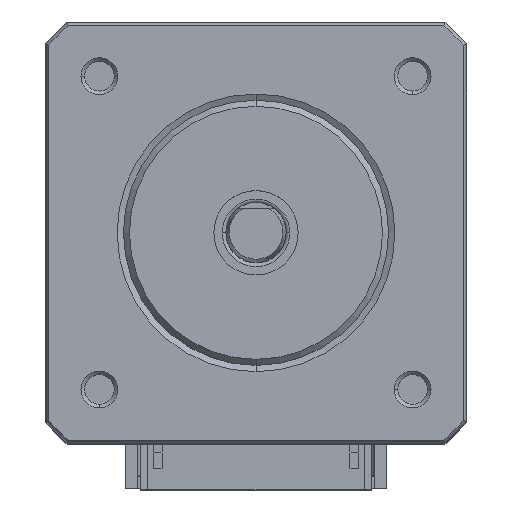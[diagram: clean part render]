
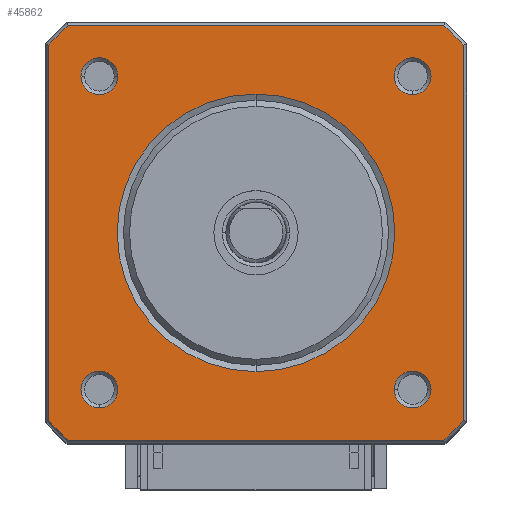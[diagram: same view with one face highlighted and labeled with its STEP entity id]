
A CAD part, top view. The second image highlights one B-rep face of the part: STEP entity #45862.
In plain terms, the highlighted face is planar.
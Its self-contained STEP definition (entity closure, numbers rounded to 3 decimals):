
#43343=DIRECTION('',(1.,0.,0.));
#43344=VECTOR('',#43343,31.149);
#43345=CARTESIAN_POINT('',(-15.575,17.214,0.3));
#43346=LINE('',#43345,#43344);
#43354=CARTESIAN_POINT('',(0.,0.,0.3));
#43355=DIRECTION('',(0.,0.,-1.));
#43356=DIRECTION('',(0.,1.,0.));
#43357=AXIS2_PLACEMENT_3D('',#43354,#43355,#43356);
#43359=CARTESIAN_POINT('',(0.,0.,0.3));
#43360=DIRECTION('',(0.,0.,1.));
#43361=DIRECTION('',(0.,1.,0.));
#43362=AXIS2_PLACEMENT_3D('',#43359,#43360,#43361);
#44812=CARTESIAN_POINT('',(-13.,-13.,0.3));
#44813=DIRECTION('',(0.,0.,-1.));
#44814=DIRECTION('',(-1.,0.,0.));
#44815=AXIS2_PLACEMENT_3D('',#44812,#44813,#44814);
#44821=CARTESIAN_POINT('',(-13.,-13.,0.3));
#44822=DIRECTION('',(0.,0.,-1.));
#44823=DIRECTION('',(1.,0.,0.));
#44824=AXIS2_PLACEMENT_3D('',#44821,#44822,#44823);
#44876=CARTESIAN_POINT('',(13.,-13.,0.3));
#44877=DIRECTION('',(0.,0.,-1.));
#44878=DIRECTION('',(0.,-1.,0.));
#44879=AXIS2_PLACEMENT_3D('',#44876,#44877,#44878);
#44885=CARTESIAN_POINT('',(13.,-13.,0.3));
#44886=DIRECTION('',(0.,0.,-1.));
#44887=DIRECTION('',(0.,1.,0.));
#44888=AXIS2_PLACEMENT_3D('',#44885,#44886,#44887);
#44940=CARTESIAN_POINT('',(13.,13.,0.3));
#44941=DIRECTION('',(0.,0.,-1.));
#44942=DIRECTION('',(1.,0.,0.));
#44943=AXIS2_PLACEMENT_3D('',#44940,#44941,#44942);
#44949=CARTESIAN_POINT('',(13.,13.,0.3));
#44950=DIRECTION('',(0.,0.,-1.));
#44951=DIRECTION('',(-1.,0.,0.));
#44952=AXIS2_PLACEMENT_3D('',#44949,#44950,#44951);
#45004=CARTESIAN_POINT('',(-13.,13.,0.3));
#45005=DIRECTION('',(0.,0.,-1.));
#45006=DIRECTION('',(0.,1.,0.));
#45007=AXIS2_PLACEMENT_3D('',#45004,#45005,#45006);
#45013=CARTESIAN_POINT('',(-13.,13.,0.3));
#45014=DIRECTION('',(0.,0.,-1.));
#45015=DIRECTION('',(0.,-1.,0.));
#45016=AXIS2_PLACEMENT_3D('',#45013,#45014,#45015);
#45068=CARTESIAN_POINT('',(0.,0.,0.3));
#45069=DIRECTION('',(0.,0.,1.));
#45070=DIRECTION('',(0.742,0.671,0.));
#45071=AXIS2_PLACEMENT_3D('',#45068,#45069,#45070);
#45080=DIRECTION('',(0.,-1.,0.));
#45081=VECTOR('',#45080,31.149);
#45082=CARTESIAN_POINT('',(17.214,15.575,0.3));
#45083=LINE('',#45082,#45081);
#45091=CARTESIAN_POINT('',(0.,0.,0.3));
#45092=DIRECTION('',(0.,0.,1.));
#45093=DIRECTION('',(0.671,-0.742,0.));
#45094=AXIS2_PLACEMENT_3D('',#45091,#45092,#45093);
#45103=DIRECTION('',(-1.,0.,0.));
#45104=VECTOR('',#45103,31.149);
#45105=CARTESIAN_POINT('',(15.575,-17.214,0.3));
#45106=LINE('',#45105,#45104);
#45114=CARTESIAN_POINT('',(0.,0.,0.3));
#45115=DIRECTION('',(0.,0.,1.));
#45116=DIRECTION('',(-0.742,-0.671,0.));
#45117=AXIS2_PLACEMENT_3D('',#45114,#45115,#45116);
#45126=DIRECTION('',(0.,1.,0.));
#45127=VECTOR('',#45126,31.149);
#45128=CARTESIAN_POINT('',(-17.214,-15.575,0.3));
#45129=LINE('',#45128,#45127);
#45137=CARTESIAN_POINT('',(0.,0.,0.3));
#45138=DIRECTION('',(0.,0.,1.));
#45139=DIRECTION('',(-0.671,0.742,0.));
#45140=AXIS2_PLACEMENT_3D('',#45137,#45138,#45139);
#45636=CARTESIAN_POINT('',(-14.53,-13.,0.3));
#45637=CARTESIAN_POINT('',(-11.47,-13.,0.3));
#45638=VERTEX_POINT('',#45636);
#45639=VERTEX_POINT('',#45637);
#45640=CARTESIAN_POINT('',(13.,-14.53,0.3));
#45641=CARTESIAN_POINT('',(13.,-11.47,0.3));
#45642=VERTEX_POINT('',#45640);
#45643=VERTEX_POINT('',#45641);
#45644=CARTESIAN_POINT('',(14.53,13.,0.3));
#45645=CARTESIAN_POINT('',(11.47,13.,0.3));
#45646=VERTEX_POINT('',#45644);
#45647=VERTEX_POINT('',#45645);
#45648=CARTESIAN_POINT('',(-13.,14.53,0.3));
#45649=CARTESIAN_POINT('',(-13.,11.47,0.3));
#45650=VERTEX_POINT('',#45648);
#45651=VERTEX_POINT('',#45649);
#45668=CARTESIAN_POINT('',(17.214,15.575,0.3));
#45669=CARTESIAN_POINT('',(15.575,17.214,0.3));
#45670=VERTEX_POINT('',#45668);
#45671=VERTEX_POINT('',#45669);
#45672=CARTESIAN_POINT('',(-15.575,17.214,0.3));
#45673=VERTEX_POINT('',#45672);
#45674=CARTESIAN_POINT('',(-17.214,15.575,0.3));
#45675=VERTEX_POINT('',#45674);
#45676=CARTESIAN_POINT('',(-17.214,-15.575,0.3));
#45677=VERTEX_POINT('',#45676);
#45678=CARTESIAN_POINT('',(-15.575,-17.214,0.3));
#45679=VERTEX_POINT('',#45678);
#45680=CARTESIAN_POINT('',(15.575,-17.214,0.3));
#45681=VERTEX_POINT('',#45680);
#45682=CARTESIAN_POINT('',(17.214,-15.575,0.3));
#45683=VERTEX_POINT('',#45682);
#45688=CARTESIAN_POINT('',(0.,11.52,0.3));
#45689=VERTEX_POINT('',#45688);
#45690=CARTESIAN_POINT('',(0.,-11.52,0.3));
#45691=VERTEX_POINT('',#45690);
#45810=CARTESIAN_POINT('',(0.,0.,0.3));
#45811=DIRECTION('',(0.,0.,1.));
#45812=DIRECTION('',(0.,-1.,0.));
#45813=AXIS2_PLACEMENT_3D('',#45810,#45811,#45812);
#45814=PLANE('',#45813);
#45816=ORIENTED_EDGE('',*,*,#45815,.T.);
#45817=ORIENTED_EDGE('',*,*,#45800,.F.);
#45819=ORIENTED_EDGE('',*,*,#45818,.T.);
#45821=ORIENTED_EDGE('',*,*,#45820,.F.);
#45823=ORIENTED_EDGE('',*,*,#45822,.T.);
#45825=ORIENTED_EDGE('',*,*,#45824,.F.);
#45827=ORIENTED_EDGE('',*,*,#45826,.T.);
#45829=ORIENTED_EDGE('',*,*,#45828,.F.);
#45830=EDGE_LOOP('',(#45816,#45817,#45819,#45821,#45823,#45825,#45827,#45829));
#45831=FACE_OUTER_BOUND('',#45830,.F.);
#45833=ORIENTED_EDGE('',*,*,#45832,.T.);
#45835=ORIENTED_EDGE('',*,*,#45834,.T.);
#45836=EDGE_LOOP('',(#45833,#45835));
#45837=FACE_BOUND('',#45836,.F.);
#45839=ORIENTED_EDGE('',*,*,#45838,.T.);
#45841=ORIENTED_EDGE('',*,*,#45840,.T.);
#45842=EDGE_LOOP('',(#45839,#45841));
#45843=FACE_BOUND('',#45842,.F.);
#45845=ORIENTED_EDGE('',*,*,#45844,.T.);
#45847=ORIENTED_EDGE('',*,*,#45846,.T.);
#45848=EDGE_LOOP('',(#45845,#45847));
#45849=FACE_BOUND('',#45848,.F.);
#45851=ORIENTED_EDGE('',*,*,#45850,.T.);
#45853=ORIENTED_EDGE('',*,*,#45852,.T.);
#45854=EDGE_LOOP('',(#45851,#45853));
#45855=FACE_BOUND('',#45854,.F.);
#45857=ORIENTED_EDGE('',*,*,#45856,.T.);
#45859=ORIENTED_EDGE('',*,*,#45858,.F.);
#45860=EDGE_LOOP('',(#45857,#45859));
#45861=FACE_BOUND('',#45860,.F.);
#45862=ADVANCED_FACE('',(#45831,#45837,#45843,#45849,#45855,#45861),#45814,.F.);
#43358=CIRCLE('',#43357,11.52);
#43363=CIRCLE('',#43362,11.52);
#44816=CIRCLE('',#44815,1.53);
#44825=CIRCLE('',#44824,1.53);
#44880=CIRCLE('',#44879,1.53);
#44889=CIRCLE('',#44888,1.53);
#44944=CIRCLE('',#44943,1.53);
#44953=CIRCLE('',#44952,1.53);
#45008=CIRCLE('',#45007,1.53);
#45017=CIRCLE('',#45016,1.53);
#45072=CIRCLE('',#45071,23.214);
#45095=CIRCLE('',#45094,23.214);
#45118=CIRCLE('',#45117,23.214);
#45141=CIRCLE('',#45140,23.214);
#45800=EDGE_CURVE('',#45673,#45671,#43346,.T.);
#45815=EDGE_CURVE('',#45670,#45671,#45072,.T.);
#45818=EDGE_CURVE('',#45673,#45675,#45141,.T.);
#45820=EDGE_CURVE('',#45677,#45675,#45129,.T.);
#45822=EDGE_CURVE('',#45677,#45679,#45118,.T.);
#45824=EDGE_CURVE('',#45681,#45679,#45106,.T.);
#45826=EDGE_CURVE('',#45681,#45683,#45095,.T.);
#45828=EDGE_CURVE('',#45670,#45683,#45083,.T.);
#45832=EDGE_CURVE('',#45638,#45639,#44816,.T.);
#45834=EDGE_CURVE('',#45639,#45638,#44825,.T.);
#45838=EDGE_CURVE('',#45642,#45643,#44880,.T.);
#45840=EDGE_CURVE('',#45643,#45642,#44889,.T.);
#45844=EDGE_CURVE('',#45646,#45647,#44944,.T.);
#45846=EDGE_CURVE('',#45647,#45646,#44953,.T.);
#45850=EDGE_CURVE('',#45650,#45651,#45008,.T.);
#45852=EDGE_CURVE('',#45651,#45650,#45017,.T.);
#45856=EDGE_CURVE('',#45689,#45691,#43358,.T.);
#45858=EDGE_CURVE('',#45689,#45691,#43363,.T.);
